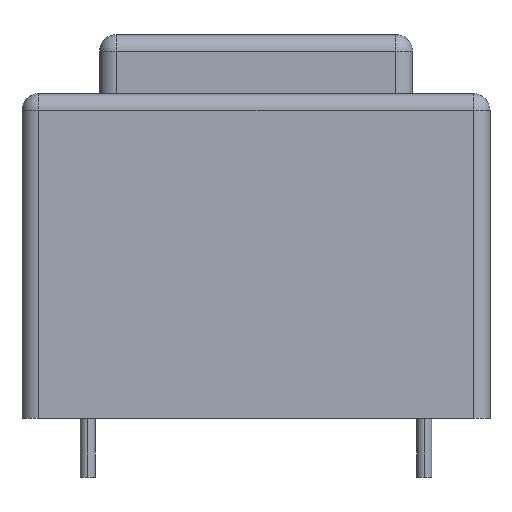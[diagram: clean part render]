
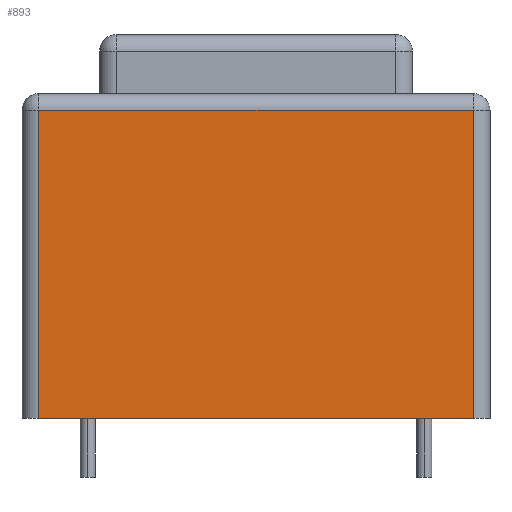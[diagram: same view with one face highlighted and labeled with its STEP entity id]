
A CAD part, left-side view. The second image highlights one B-rep face of the part: STEP entity #893.
In plain terms, the highlighted planar face has unit normal (-1, 0, 0).
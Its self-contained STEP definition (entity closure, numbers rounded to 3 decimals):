
#611=CARTESIAN_POINT('',(-16.4,12.9,18.3));
#612=VERTEX_POINT('',#611);
#620=CARTESIAN_POINT('',(-16.4,-12.9,18.3));
#621=VERTEX_POINT('',#620);
#622=CARTESIAN_POINT('',(-16.4,12.9,18.3));
#623=DIRECTION('',(0.0,-1.0,0.0));
#624=VECTOR('',#623,25.8);
#625=LINE('',#622,#624);
#626=EDGE_CURVE('',#612,#621,#625,.T.);
#851=CARTESIAN_POINT('',(-16.4,-12.9,0.0));
#852=VERTEX_POINT('',#851);
#853=CARTESIAN_POINT('',(-16.4,-12.9,0.0));
#854=DIRECTION('',(0.0,0.0,1.0));
#855=VECTOR('',#854,18.3);
#856=LINE('',#853,#855);
#857=EDGE_CURVE('',#852,#621,#856,.T.);
#870=CARTESIAN_POINT('',(-16.4,12.9,0.0));
#871=DIRECTION('',(-1.0,0.0,0.0));
#872=DIRECTION('',(0.0,-1.0,0.0));
#873=AXIS2_PLACEMENT_3D('',#870,#871,#872);
#874=PLANE('',#873);
#875=ORIENTED_EDGE('',*,*,#626,.F.);
#876=CARTESIAN_POINT('',(-16.4,12.9,0.0));
#877=VERTEX_POINT('',#876);
#878=CARTESIAN_POINT('',(-16.4,12.9,0.0));
#879=DIRECTION('',(0.0,0.0,1.0));
#880=VECTOR('',#879,18.3);
#881=LINE('',#878,#880);
#882=EDGE_CURVE('',#877,#612,#881,.T.);
#883=ORIENTED_EDGE('',*,*,#882,.F.);
#884=CARTESIAN_POINT('',(-16.4,12.9,0.0));
#885=DIRECTION('',(0.0,-1.0,0.0));
#886=VECTOR('',#885,25.8);
#887=LINE('',#884,#886);
#888=EDGE_CURVE('',#877,#852,#887,.T.);
#889=ORIENTED_EDGE('',*,*,#888,.T.);
#890=ORIENTED_EDGE('',*,*,#857,.T.);
#891=EDGE_LOOP('',(#875,#883,#889,#890));
#892=FACE_OUTER_BOUND('',#891,.T.);
#893=ADVANCED_FACE('',(#892),#874,.T.);
